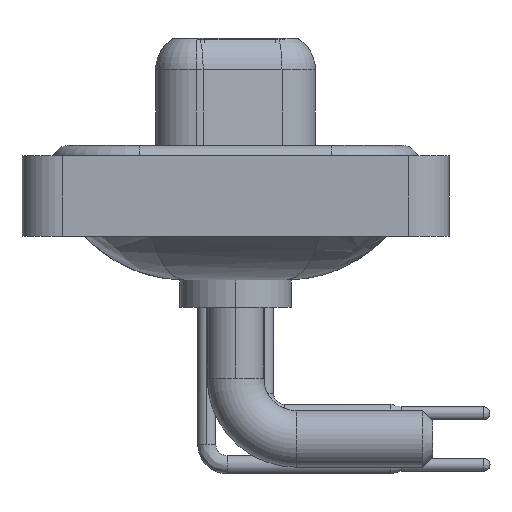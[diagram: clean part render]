
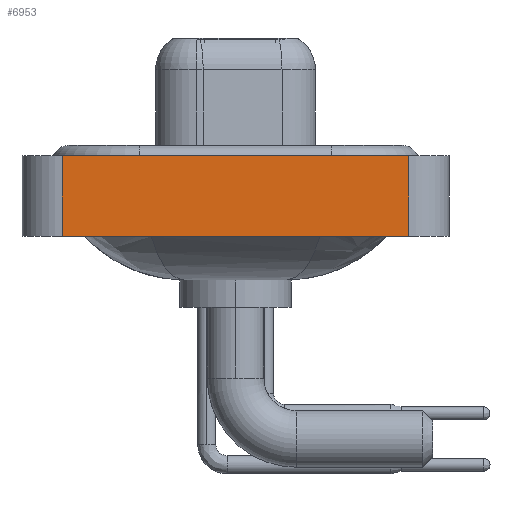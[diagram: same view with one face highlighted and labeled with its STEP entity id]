
A CAD part, left-side view. The second image highlights one B-rep face of the part: STEP entity #6953.
In plain terms, the highlighted planar face has unit normal (-1, 0, 0).
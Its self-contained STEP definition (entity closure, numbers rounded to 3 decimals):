
#1060 = LINE ( 'NONE', #19433, #15069 ) ;
#2485 = CARTESIAN_POINT ( 'NONE',  ( -7.35, -8.55, -3.6 ) ) ;
#3117 = DIRECTION ( 'NONE',  ( 0., 0., 1. ) ) ;
#3431 = EDGE_CURVE ( 'NONE', #19367, #8509, #4569, .T. ) ;
#3884 = EDGE_CURVE ( 'NONE', #19367, #11766, #13408, .T. ) ;
#4078 = VERTEX_POINT ( 'NONE', #11047 ) ;
#4569 = LINE ( 'NONE', #20657, #16320 ) ;
#4852 = AXIS2_PLACEMENT_3D ( 'NONE', #16073, #20736, #17553 ) ;
#5430 = EDGE_CURVE ( 'NONE', #11766, #4078, #1060, .T. ) ;
#6795 = LINE ( 'NONE', #13223, #6803 ) ;
#6803 = VECTOR ( 'NONE', #3117, 1000. ) ;
#6879 = DIRECTION ( 'NONE',  ( 0., 0., 1. ) ) ;
#6953 = ADVANCED_FACE ( 'NONE', ( #17447 ), #7710, .T. ) ;
#7710 = PLANE ( 'NONE',  #4852 ) ;
#8509 = VERTEX_POINT ( 'NONE', #2485 ) ;
#8823 = ORIENTED_EDGE ( 'NONE', *, *, #5430, .F. ) ;
#9078 = DIRECTION ( 'NONE',  ( 0., -1., 0. ) ) ;
#9596 = VECTOR ( 'NONE', #6879, 1000. ) ;
#10128 = ORIENTED_EDGE ( 'NONE', *, *, #16770, .T. ) ;
#11047 = CARTESIAN_POINT ( 'NONE',  ( -7.35, -8.55, 0.4 ) ) ;
#11766 = VERTEX_POINT ( 'NONE', #19121 ) ;
#13223 = CARTESIAN_POINT ( 'NONE',  ( -7.35, -8.55, -3.6 ) ) ;
#13408 = LINE ( 'NONE', #17887, #9596 ) ;
#15069 = VECTOR ( 'NONE', #9078, 1000. ) ;
#15670 = DIRECTION ( 'NONE',  ( 0., -1., 0. ) ) ;
#16073 = CARTESIAN_POINT ( 'NONE',  ( -7.35, -8.55, -3.6 ) ) ;
#16320 = VECTOR ( 'NONE', #15670, 1000. ) ;
#16497 = ORIENTED_EDGE ( 'NONE', *, *, #3884, .F. ) ;
#16770 = EDGE_CURVE ( 'NONE', #8509, #4078, #6795, .T. ) ;
#17447 = FACE_OUTER_BOUND ( 'NONE', #18154, .T. ) ;
#17553 = DIRECTION ( 'NONE',  ( 0., 0., 1. ) ) ;
#17887 = CARTESIAN_POINT ( 'NONE',  ( -7.35, 8.55, -3.6 ) ) ;
#18154 = EDGE_LOOP ( 'NONE', ( #10128, #8823, #16497, #18457 ) ) ;
#18457 = ORIENTED_EDGE ( 'NONE', *, *, #3431, .T. ) ;
#19121 = CARTESIAN_POINT ( 'NONE',  ( -7.35, 8.55, 0.4 ) ) ;
#19367 = VERTEX_POINT ( 'NONE', #20740 ) ;
#19433 = CARTESIAN_POINT ( 'NONE',  ( -7.35, -8.55, 0.4 ) ) ;
#20657 = CARTESIAN_POINT ( 'NONE',  ( -7.35, -8.55, -3.6 ) ) ;
#20736 = DIRECTION ( 'NONE',  ( -1., 0., 0. ) ) ;
#20740 = CARTESIAN_POINT ( 'NONE',  ( -7.35, 8.55, -3.6 ) ) ;
